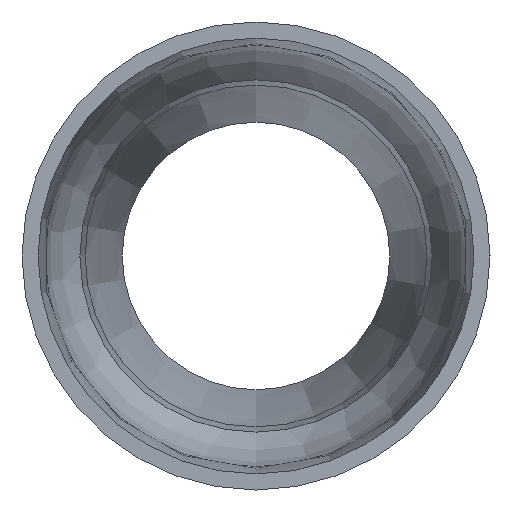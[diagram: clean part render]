
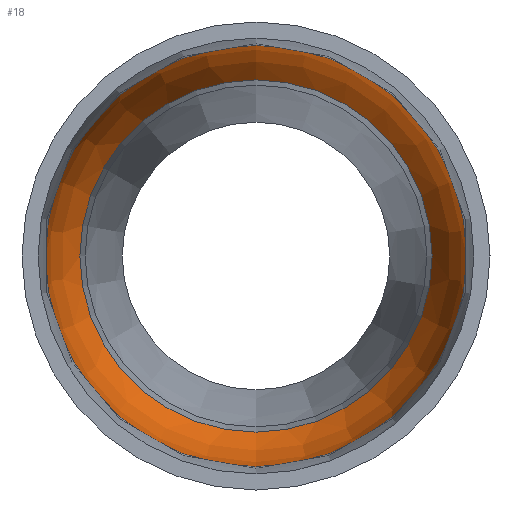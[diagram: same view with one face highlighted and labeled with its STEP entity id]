
A CAD part, left-side view. The second image highlights one B-rep face of the part: STEP entity #18.
In plain terms, the highlighted toroidal (fillet/blend) face has major radius 5.384 mm and minor radius 25.4 mm.
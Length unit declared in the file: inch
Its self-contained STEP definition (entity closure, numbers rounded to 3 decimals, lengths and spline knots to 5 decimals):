
#18 = ADVANCED_FACE ( 'NONE', ( #35, #38 ), #34, .F. ) ;
#34 = TOROIDAL_SURFACE ( 'NONE', #202, -0.21198, 1. ) ;
#35 = FACE_OUTER_BOUND ( 'NONE', #73, .T. ) ;
#38 = FACE_OUTER_BOUND ( 'NONE', #82, .T. ) ;
#43 = CIRCLE ( 'NONE', #196, 0.6585 ) ;
#46 = CIRCLE ( 'NONE', #193, 0.78781 ) ;
#73 = EDGE_LOOP ( 'NONE', ( #137 ) ) ;
#82 = EDGE_LOOP ( 'NONE', ( #114 ) ) ;
#109 = VERTEX_POINT ( 'NONE', #344 ) ;
#114 = ORIENTED_EDGE ( 'NONE', *, *, #169, .F. ) ;
#125 = VERTEX_POINT ( 'NONE', #279 ) ;
#137 = ORIENTED_EDGE ( 'NONE', *, *, #166, .T. ) ;
#166 = EDGE_CURVE ( 'NONE', #125, #125, #43, .T. ) ;
#169 = EDGE_CURVE ( 'NONE', #109, #109, #46, .T. ) ;
#193 = AXIS2_PLACEMENT_3D ( 'NONE', #326, #265, #315 ) ;
#196 = AXIS2_PLACEMENT_3D ( 'NONE', #260, #332, #225 ) ;
#202 = AXIS2_PLACEMENT_3D ( 'NONE', #311, #257, #223 ) ;
#223 = DIRECTION ( 'NONE',  ( 0., 0., -1. ) ) ;
#225 = DIRECTION ( 'NONE',  ( 0., 0., -1. ) ) ;
#257 = DIRECTION ( 'NONE',  ( 1., 0., 0. ) ) ;
#260 = CARTESIAN_POINT ( 'NONE',  ( -8.21079, 0., 0. ) ) ;
#265 = DIRECTION ( 'NONE',  ( 1., 0., 0. ) ) ;
#279 = CARTESIAN_POINT ( 'NONE',  ( -8.21079, 0., -0.6585 ) ) ;
#311 = CARTESIAN_POINT ( 'NONE',  ( -8.703, 0., 0. ) ) ;
#315 = DIRECTION ( 'NONE',  ( 0., 0., -1. ) ) ;
#326 = CARTESIAN_POINT ( 'NONE',  ( -8.68237, 0., 0. ) ) ;
#332 = DIRECTION ( 'NONE',  ( 1., 0., 0. ) ) ;
#344 = CARTESIAN_POINT ( 'NONE',  ( -8.68237, 0., -0.78781 ) ) ;
